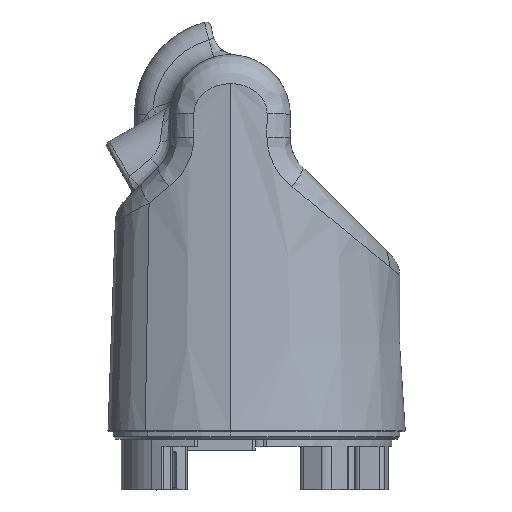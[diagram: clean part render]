
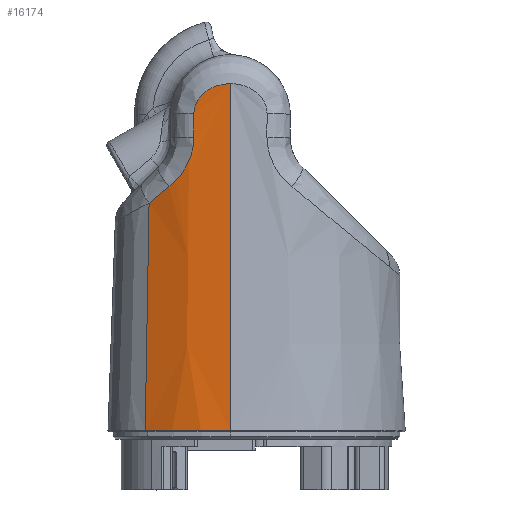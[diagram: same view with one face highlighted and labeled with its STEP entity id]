
A CAD part, left-side view. The second image highlights one B-rep face of the part: STEP entity #16174.
In plain terms, the highlighted conical face has half-angle 2 degrees and reference radius 35 mm.
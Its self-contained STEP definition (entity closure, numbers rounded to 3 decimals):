
#95 = VERTEX_POINT ( 'NONE', #5413 ) ;
#774 = CARTESIAN_POINT ( 'NONE',  ( -32.009, 7.222, 1.309 ) ) ;
#932 = ORIENTED_EDGE ( 'NONE', *, *, #11026, .T. ) ;
#1166 = CARTESIAN_POINT ( 'NONE',  ( -32.234, 5.594, 4.103 ) ) ;
#1257 = VERTEX_POINT ( 'NONE', #2385 ) ;
#1284 = CARTESIAN_POINT ( 'NONE',  ( -32.009, 7.325, 0.651 ) ) ;
#2221 = ORIENTED_EDGE ( 'NONE', *, *, #7494, .T. ) ;
#2228 = EDGE_LOOP ( 'NONE', ( #7562, #932, #10647, #22018, #5799, #15045, #2221 ) ) ;
#2293 = DIRECTION ( 'NONE',  ( -1., 0., 0. ) ) ;
#2385 = CARTESIAN_POINT ( 'NONE',  ( -32.642, 0., 6.209 ) ) ;
#2698 = CARTESIAN_POINT ( 'NONE',  ( -32.025, 7.048, 1.947 ) ) ;
#2837 = CARTESIAN_POINT ( 'NONE',  ( -32.112, 6.435, 3.109 ) ) ;
#3053 = CARTESIAN_POINT ( 'NONE',  ( -35.075, 0., -63.457 ) ) ;
#3354 = CARTESIAN_POINT ( 'NONE',  ( -32.183, 7.954, -8.351 ) ) ;
#3834 = CARTESIAN_POINT ( 'NONE',  ( -32.09, 8.507, -9.699 ) ) ;
#4164 = CARTESIAN_POINT ( 'NONE',  ( -30.553, 17.073, -61.307 ) ) ;
#4239 = CARTESIAN_POINT ( 'NONE',  ( 0., 0., -63.457 ) ) ;
#4417 = CARTESIAN_POINT ( 'NONE',  ( -29.913, 15.024, -16.68 ) ) ;
#4533 = AXIS2_PLACEMENT_3D ( 'NONE', #6807, #23417, #25286 ) ;
#4729 = LINE ( 'NONE', #12699, #5520 ) ;
#4907 = CARTESIAN_POINT ( 'NONE',  ( -32.013, 7.34, 0.431 ) ) ;
#5413 = CARTESIAN_POINT ( 'NONE',  ( -31.001, 12.333, -14.473 ) ) ;
#5520 = VECTOR ( 'NONE', #18385, 1000. ) ;
#5799 = ORIENTED_EDGE ( 'NONE', *, *, #14158, .T. ) ;
#5893 = CARTESIAN_POINT ( 'NONE',  ( -32.194, 7.331, -4.558 ) ) ;
#6487 = CARTESIAN_POINT ( 'NONE',  ( -31.001, 12.333, -14.473 ) ) ;
#6712 = CARTESIAN_POINT ( 'NONE',  ( -32.411, 4.199, 5.148 ) ) ;
#6807 = CARTESIAN_POINT ( 'NONE',  ( 0., 0., -61.307 ) ) ;
#6841 = CARTESIAN_POINT ( 'NONE',  ( -32.006, 7.267, 1.09 ) ) ;
#7226 = CARTESIAN_POINT ( 'NONE',  ( -32.237, 7.451, -6.486 ) ) ;
#7229 = CARTESIAN_POINT ( 'NONE',  ( -32.604, 1.746, 6.049 ) ) ;
#7494 = EDGE_CURVE ( 'NONE', #8682, #8454, #21083, .T. ) ;
#7562 = ORIENTED_EDGE ( 'NONE', *, *, #24017, .F. ) ;
#7699 = CARTESIAN_POINT ( 'NONE',  ( -32.194, 7.331, -4.558 ) ) ;
#7862 = CARTESIAN_POINT ( 'NONE',  ( -31.954, 9.175, -10.969 ) ) ;
#8454 = VERTEX_POINT ( 'NONE', #3053 ) ;
#8499 = B_SPLINE_CURVE_WITH_KNOTS ( 'NONE', 3,
 ( #6487, #10401, #4417, #16781 ),
 .UNSPECIFIED., .F., .F.,
 ( 4, 4 ),
 ( 0., 0.005 ),
 .UNSPECIFIED. ) ;
#8682 = VERTEX_POINT ( 'NONE', #12924 ) ;
#8700 = VECTOR ( 'NONE', #10984, 1000. ) ;
#9815 = CARTESIAN_POINT ( 'NONE',  ( -32.137, 7.334, -2.969 ) ) ;
#10401 = CARTESIAN_POINT ( 'NONE',  ( -30.503, 13.691, -15.586 ) ) ;
#10564 = CARTESIAN_POINT ( 'NONE',  ( -31.473, 10.946, -13.199 ) ) ;
#10637 = CARTESIAN_POINT ( 'NONE',  ( -32.524, 3.007, 5.696 ) ) ;
#10647 = ORIENTED_EDGE ( 'NONE', *, *, #21701, .T. ) ;
#10880 = CARTESIAN_POINT ( 'NONE',  ( -32.213, 5.749, 3.95 ) ) ;
#10984 = DIRECTION ( 'NONE',  ( 0.03, -0.017, 0.999 ) ) ;
#11026 = EDGE_CURVE ( 'NONE', #1257, #16546, #25175, .T. ) ;
#11153 = CARTESIAN_POINT ( 'NONE',  ( -32.048, 6.88, 2.35 ) ) ;
#11627 = CARTESIAN_POINT ( 'NONE',  ( -32.021, 7.34, 0.209 ) ) ;
#11672 = EDGE_CURVE ( 'NONE', #19337, #95, #16502, .T. ) ;
#12590 = CARTESIAN_POINT ( 'NONE',  ( -32.301, 5.099, 4.533 ) ) ;
#12658 = CARTESIAN_POINT ( 'NONE',  ( -31.255, 11.62, -13.863 ) ) ;
#12699 = CARTESIAN_POINT ( 'NONE',  ( -35., 0., -61.307 ) ) ;
#12924 = CARTESIAN_POINT ( 'NONE',  ( -30.619, 17.11, -63.457 ) ) ;
#13135 = CARTESIAN_POINT ( 'NONE',  ( -32.171, 6.04, 3.63 ) ) ;
#14158 = EDGE_CURVE ( 'NONE', #95, #21169, #8499, .T. ) ;
#14276 = DIRECTION ( 'NONE',  ( 0., 0., 1. ) ) ;
#14504 = CARTESIAN_POINT ( 'NONE',  ( -31.134, 11.971, -14.176 ) ) ;
#14648 = FACE_OUTER_BOUND ( 'NONE', #2228, .T. ) ;
#14676 = CARTESIAN_POINT ( 'NONE',  ( -32.642, 0., 6.209 ) ) ;
#15045 = ORIENTED_EDGE ( 'NONE', *, *, #18910, .F. ) ;
#15180 = CARTESIAN_POINT ( 'NONE',  ( -32.582, 2.171, 5.953 ) ) ;
#15505 = B_SPLINE_CURVE_WITH_KNOTS ( 'NONE', 3,
 ( #21630, #25423, #9815, #17500 ),
 .UNSPECIFIED., .F., .F.,
 ( 4, 4 ),
 ( 0., 0.005 ),
 .UNSPECIFIED. ) ;
#15777 = CONICAL_SURFACE ( 'NONE', #4533, 35., 0.035 ) ;
#16174 = ADVANCED_FACE ( 'NONE', ( #14648 ), #15777, .T. ) ;
#16319 = CARTESIAN_POINT ( 'NONE',  ( -31.57, 10.622, -12.847 ) ) ;
#16502 = B_SPLINE_CURVE_WITH_KNOTS ( 'NONE', 3,
 ( #5893, #17741, #7226, #21621, #3354, #25678, #3834, #7862, #22112, #16319, #10564, #12658, #14504, #22372 ),
 .UNSPECIFIED., .F., .F.,
 ( 4, 2, 2, 2, 2, 2, 4 ),
 ( 0., 0.003, 0.004, 0.006, 0.009, 0.01, 0.012 ),
 .UNSPECIFIED. ) ;
#16546 = VERTEX_POINT ( 'NONE', #11627 ) ;
#16781 = CARTESIAN_POINT ( 'NONE',  ( -29.226, 16.331, -17.752 ) ) ;
#17500 = CARTESIAN_POINT ( 'NONE',  ( -32.194, 7.331, -4.558 ) ) ;
#17741 = CARTESIAN_POINT ( 'NONE',  ( -32.229, 7.33, -5.533 ) ) ;
#18385 = DIRECTION ( 'NONE',  ( -0.035, 0., -0.999 ) ) ;
#18797 = CARTESIAN_POINT ( 'NONE',  ( -32.095, 6.555, 2.923 ) ) ;
#18910 = EDGE_CURVE ( 'NONE', #8682, #21169, #21951, .T. ) ;
#18927 = CARTESIAN_POINT ( 'NONE',  ( -32.489, 3.419, 5.534 ) ) ;
#19063 = CARTESIAN_POINT ( 'NONE',  ( -32.021, 7.34, 0.209 ) ) ;
#19134 = CARTESIAN_POINT ( 'NONE',  ( -29.226, 16.331, -17.752 ) ) ;
#19337 = VERTEX_POINT ( 'NONE', #7699 ) ;
#20859 = CARTESIAN_POINT ( 'NONE',  ( -32.642, 0.437, 6.209 ) ) ;
#21083 = CIRCLE ( 'NONE', #24393, 35.075 ) ;
#21169 = VERTEX_POINT ( 'NONE', #19134 ) ;
#21621 = CARTESIAN_POINT ( 'NONE',  ( -32.202, 7.806, -7.887 ) ) ;
#21630 = CARTESIAN_POINT ( 'NONE',  ( -32.021, 7.34, 0.209 ) ) ;
#21701 = EDGE_CURVE ( 'NONE', #16546, #19337, #15505, .T. ) ;
#21951 = LINE ( 'NONE', #4164, #8700 ) ;
#22018 = ORIENTED_EDGE ( 'NONE', *, *, #11672, .T. ) ;
#22112 = CARTESIAN_POINT ( 'NONE',  ( -31.828, 9.708, -11.754 ) ) ;
#22372 = CARTESIAN_POINT ( 'NONE',  ( -31.001, 12.333, -14.473 ) ) ;
#22544 = CARTESIAN_POINT ( 'NONE',  ( -32.15, 6.178, 3.462 ) ) ;
#23067 = CARTESIAN_POINT ( 'NONE',  ( -32.634, 0.88, 6.177 ) ) ;
#23417 = DIRECTION ( 'NONE',  ( 0., 0., -1. ) ) ;
#24017 = EDGE_CURVE ( 'NONE', #1257, #8454, #4729, .T. ) ;
#24393 = AXIS2_PLACEMENT_3D ( 'NONE', #4239, #14276, #2293 ) ;
#24792 = CARTESIAN_POINT ( 'NONE',  ( -32.368, 4.571, 4.923 ) ) ;
#25046 = CARTESIAN_POINT ( 'NONE',  ( -32.279, 5.27, 4.394 ) ) ;
#25175 = B_SPLINE_CURVE_WITH_KNOTS ( 'NONE', 3,
 ( #14676, #20859, #23067, #7229, #15180, #10637, #18927, #6712, #24792, #12590, #25046, #1166, #10880, #13135, #22544, #2837, #18797, #11153, #2698, #774, #6841, #1284, #4907, #19063 ),
 .UNSPECIFIED., .F., .F.,
 ( 4, 2, 2, 2, 2, 2, 2, 2, 2, 2, 2, 4 ),
 ( 0.01, 0.012, 0.013, 0.014, 0.016, 0.016, 0.017, 0.018, 0.018, 0.02, 0.02, 0.021 ),
 .UNSPECIFIED. ) ;
#25286 = DIRECTION ( 'NONE',  ( 1., 0., 0. ) ) ;
#25423 = CARTESIAN_POINT ( 'NONE',  ( -32.079, 7.337, -1.38 ) ) ;
#25678 = CARTESIAN_POINT ( 'NONE',  ( -32.127, 8.305, -9.259 ) ) ;
